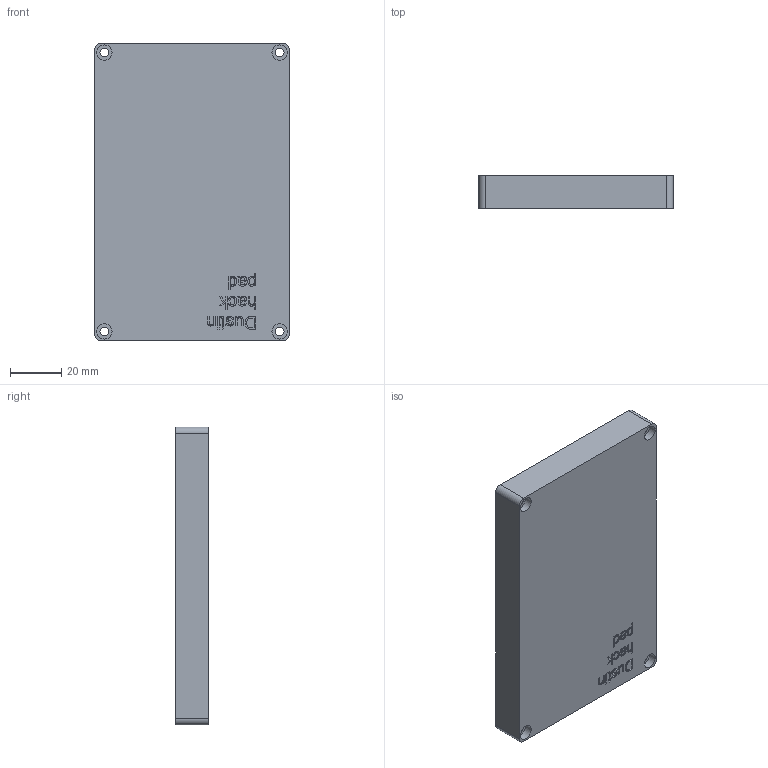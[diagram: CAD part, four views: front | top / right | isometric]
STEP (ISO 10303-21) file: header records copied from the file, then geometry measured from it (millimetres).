
FILE_DESCRIPTION(/* description */ (''),/* implementation_level */ '2;1');
FILE_NAME(/* name */ 'eba4b613-9361-4d7f-a0e7-0c52683aa849.stp',/* time_stamp */ '2025-12-07T18:59:57Z',/* author */ (''),/* organization */ (''),/* preprocessor_version */ 'ST-DEVELOPER v20.1',/* originating_system */ 'Autodesk Translation Framework v14.21.0.0',/* authorisation */ '');
FILE_SCHEMA (('AUTOMOTIVE_DESIGN { 1 0 10303 214 3 1 1 }'));
Length unit declared in the file: millimetre
Products named in the file (1): hackpad bottom
Bounding box: 76 x 13 x 116.52 mm (x, y, z)
Volume: 53408.9 mm3; surface area: 26539 mm2
Topology: 1 solids, 1 shells, 341 faces, 945 edges, 630 vertices
Faces by surface type: bspline 203, plane 126, cylinder 12
Full cylindrical faces by diameter (mm): 3.4 x4, 6 x4
Entity records: 12762 total; most frequent: CARTESIAN_POINT 5368, ORIENTED_EDGE 1890, EDGE_CURVE 945, DIRECTION 841, VERTEX_POINT 630, LINE 515, VECTOR 515, B_SPLINE_CURVE_WITH_KNOTS 406
